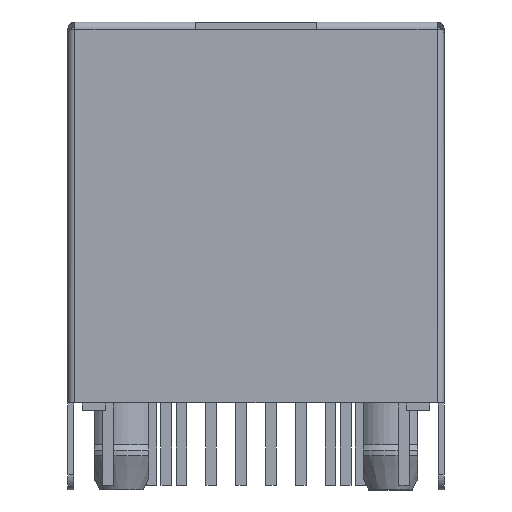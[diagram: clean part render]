
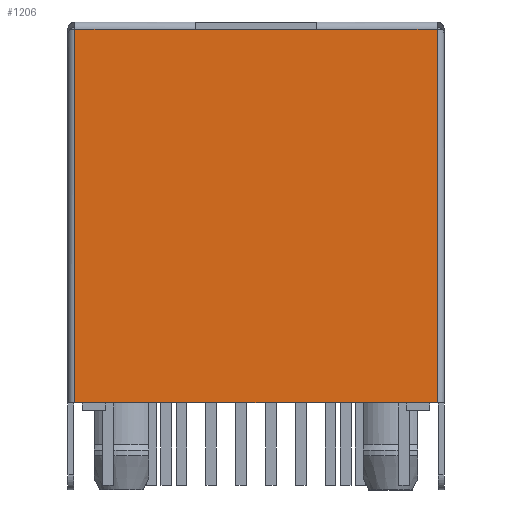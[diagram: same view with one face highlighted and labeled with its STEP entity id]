
A CAD part, front view. The second image highlights one B-rep face of the part: STEP entity #1206.
In plain terms, the highlighted planar face has unit normal (0, -1, 0).
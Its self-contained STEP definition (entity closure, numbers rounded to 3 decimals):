
#1170=AXIS2_PLACEMENT_3D('Plane Axis2P3D',#1167,#1168,#1169) ;
#392=CARTESIAN_POINT('Line Origine',(0.,-8.35,-16.2)) ;
#396=CARTESIAN_POINT('Vertex',(7.7,-8.35,-16.2)) ;
#398=CARTESIAN_POINT('Vertex',(-7.7,-8.35,-16.2)) ;
#838=CARTESIAN_POINT('Line Origine',(-7.7,-8.35,-0.3)) ;
#842=CARTESIAN_POINT('Vertex',(-7.7,-8.35,-0.3)) ;
#1167=CARTESIAN_POINT('Axis2P3D Location',(-8.008,-8.35,-16.518)) ;
#1172=CARTESIAN_POINT('Line Origine',(-5.137,-8.35,-0.3)) ;
#1176=CARTESIAN_POINT('Vertex',(-2.575,-8.35,-0.3)) ;
#1179=CARTESIAN_POINT('Line Origine',(7.7,-8.35,-8.25)) ;
#1183=CARTESIAN_POINT('Vertex',(7.7,-8.35,-0.3)) ;
#1186=CARTESIAN_POINT('Line Origine',(5.138,-8.35,-0.3)) ;
#1190=CARTESIAN_POINT('Vertex',(2.575,-8.35,-0.3)) ;
#1193=CARTESIAN_POINT('Line Origine',(0.,-8.35,-0.3)) ;
#393=DIRECTION('Vector Direction',(-1.,0.,0.)) ;
#839=DIRECTION('Vector Direction',(0.,0.,-1.)) ;
#1168=DIRECTION('Axis2P3D Direction',(0.,-1.,0.)) ;
#1169=DIRECTION('Axis2P3D XDirection',(1.,0.,0.)) ;
#1173=DIRECTION('Vector Direction',(-1.,0.,0.)) ;
#1180=DIRECTION('Vector Direction',(0.,0.,-1.)) ;
#1187=DIRECTION('Vector Direction',(-1.,0.,0.)) ;
#1194=DIRECTION('Vector Direction',(-1.,0.,0.)) ;
#394=VECTOR('Line Direction',#393,1.) ;
#840=VECTOR('Line Direction',#839,1.) ;
#1174=VECTOR('Line Direction',#1173,1.) ;
#1181=VECTOR('Line Direction',#1180,1.) ;
#1188=VECTOR('Line Direction',#1187,1.) ;
#1195=VECTOR('Line Direction',#1194,1.) ;
#1199=ORIENTED_EDGE('',*,*,#1178,.T.) ;
#1200=ORIENTED_EDGE('',*,*,#844,.F.) ;
#1201=ORIENTED_EDGE('',*,*,#400,.F.) ;
#1202=ORIENTED_EDGE('',*,*,#1185,.F.) ;
#1203=ORIENTED_EDGE('',*,*,#1192,.T.) ;
#1204=ORIENTED_EDGE('',*,*,#1197,.T.) ;
#1206=ADVANCED_FACE('MANIFOLD_SOLID_BREP #26',(#1205),#1171,.T.) ;
#400=EDGE_CURVE('',#397,#399,#395,.T.) ;
#844=EDGE_CURVE('',#399,#843,#841,.F.) ;
#1178=EDGE_CURVE('',#1177,#843,#1175,.T.) ;
#1185=EDGE_CURVE('',#1184,#397,#1182,.T.) ;
#1192=EDGE_CURVE('',#1184,#1191,#1189,.T.) ;
#1197=EDGE_CURVE('',#1191,#1177,#1196,.T.) ;
#1198=EDGE_LOOP('',(#1199,#1200,#1201,#1202,#1203,#1204)) ;
#1205=FACE_OUTER_BOUND('',#1198,.T.) ;
#395=LINE('Line',#392,#394) ;
#841=LINE('Line',#838,#840) ;
#1175=LINE('Line',#1172,#1174) ;
#1182=LINE('Line',#1179,#1181) ;
#1189=LINE('Line',#1186,#1188) ;
#1196=LINE('Line',#1193,#1195) ;
#1171=PLANE('',#1170) ;
#397=VERTEX_POINT('',#396) ;
#399=VERTEX_POINT('',#398) ;
#843=VERTEX_POINT('',#842) ;
#1177=VERTEX_POINT('',#1176) ;
#1184=VERTEX_POINT('',#1183) ;
#1191=VERTEX_POINT('',#1190) ;
